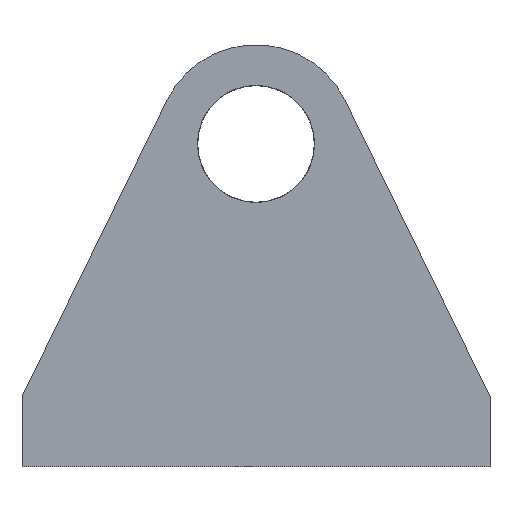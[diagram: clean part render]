
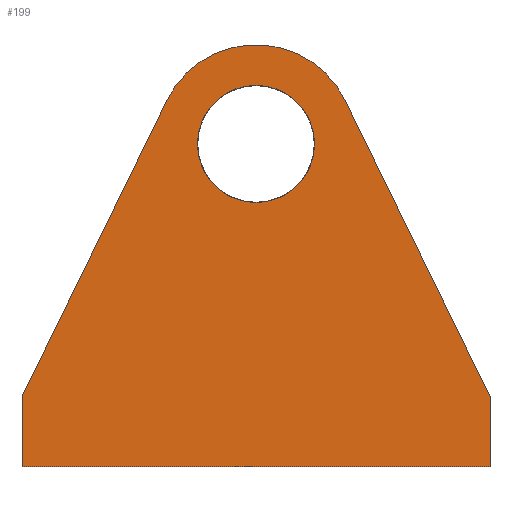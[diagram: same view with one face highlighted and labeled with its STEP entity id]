
A CAD part, front view. The second image highlights one B-rep face of the part: STEP entity #199.
In plain terms, the highlighted planar face has unit normal (0, -1, 0).
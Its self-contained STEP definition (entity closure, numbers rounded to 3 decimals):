
#30 = CARTESIAN_POINT ( 'NONE',  ( 1.191, -6.5, 15.662 ) ) ;
#42 = CARTESIAN_POINT ( 'NONE',  ( 5., -6.5, 13.8 ) ) ;
#51 = CIRCLE ( 'NONE', #406, 4.24 ) ;
#55 = VERTEX_POINT ( 'NONE', #739 ) ;
#56 = CARTESIAN_POINT ( 'NONE',  ( -5., -6.5, 0. ) ) ;
#72 = VECTOR ( 'NONE', #484, 1000. ) ;
#95 = DIRECTION ( 'NONE',  ( 0., 0., -1. ) ) ;
#100 = FACE_OUTER_BOUND ( 'NONE', #575, .T. ) ;
#104 = CARTESIAN_POINT ( 'NONE',  ( 7.5, -6.5, 13.8 ) ) ;
#108 = FACE_BOUND ( 'NONE', #337, .T. ) ;
#118 = ORIENTED_EDGE ( 'NONE', *, *, #421, .F. ) ;
#132 = CARTESIAN_POINT ( 'NONE',  ( 15., -6.5, 3. ) ) ;
#138 = EDGE_CURVE ( 'NONE', #599, #183, #551, .T. ) ;
#169 = PLANE ( 'NONE',  #470 ) ;
#172 = VECTOR ( 'NONE', #747, 1000. ) ;
#179 = DIRECTION ( 'NONE',  ( -1., 0., 0. ) ) ;
#183 = VERTEX_POINT ( 'NONE', #56 ) ;
#185 = VERTEX_POINT ( 'NONE', #403 ) ;
#188 = DIRECTION ( 'NONE',  ( 0., -1., 0. ) ) ;
#194 = CARTESIAN_POINT ( 'NONE',  ( 2.5, -6.5, 13.8 ) ) ;
#196 = ORIENTED_EDGE ( 'NONE', *, *, #395, .T. ) ;
#198 = DIRECTION ( 'NONE',  ( 0., -1., 0. ) ) ;
#199 = ADVANCED_FACE ( 'NONE', ( #100, #108 ), #169, .F. ) ;
#229 = ORIENTED_EDGE ( 'NONE', *, *, #606, .F. ) ;
#231 = DIRECTION ( 'NONE',  ( 0., 1., 0. ) ) ;
#246 = LINE ( 'NONE', #132, #72 ) ;
#248 = ORIENTED_EDGE ( 'NONE', *, *, #138, .T. ) ;
#250 = DIRECTION ( 'NONE',  ( 1., 0., 0. ) ) ;
#256 = CARTESIAN_POINT ( 'NONE',  ( 5., -6.5, 13.8 ) ) ;
#276 = EDGE_CURVE ( 'NONE', #753, #439, #616, .T. ) ;
#284 = ORIENTED_EDGE ( 'NONE', *, *, #348, .T. ) ;
#300 = VECTOR ( 'NONE', #95, 1000. ) ;
#307 = DIRECTION ( 'NONE',  ( -0.439, 0., -0.898 ) ) ;
#337 = EDGE_LOOP ( 'NONE', ( #710, #118 ) ) ;
#340 = DIRECTION ( 'NONE',  ( 1., 0., 0. ) ) ;
#348 = EDGE_CURVE ( 'NONE', #609, #599, #467, .T. ) ;
#381 = DIRECTION ( 'NONE',  ( 0., 0., -1. ) ) ;
#392 = LINE ( 'NONE', #649, #172 ) ;
#395 = EDGE_CURVE ( 'NONE', #55, #609, #51, .T. ) ;
#403 = CARTESIAN_POINT ( 'NONE',  ( 15., -6.5, 3. ) ) ;
#406 = AXIS2_PLACEMENT_3D ( 'NONE', #256, #198, #250 ) ;
#407 = EDGE_CURVE ( 'NONE', #185, #55, #246, .T. ) ;
#417 = CARTESIAN_POINT ( 'NONE',  ( 5., -6.5, 13.8 ) ) ;
#421 = EDGE_CURVE ( 'NONE', #439, #753, #541, .T. ) ;
#439 = VERTEX_POINT ( 'NONE', #194 ) ;
#451 = CARTESIAN_POINT ( 'NONE',  ( 15., -6.5, 0. ) ) ;
#455 = VECTOR ( 'NONE', #307, 1000. ) ;
#467 = LINE ( 'NONE', #706, #455 ) ;
#470 = AXIS2_PLACEMENT_3D ( 'NONE', #764, #231, #179 ) ;
#484 = DIRECTION ( 'NONE',  ( -0.439, 0., 0.898 ) ) ;
#523 = AXIS2_PLACEMENT_3D ( 'NONE', #42, #525, #340 ) ;
#525 = DIRECTION ( 'NONE',  ( 0., -1., 0. ) ) ;
#541 = CIRCLE ( 'NONE', #554, 2.5 ) ;
#551 = LINE ( 'NONE', #742, #640 ) ;
#554 = AXIS2_PLACEMENT_3D ( 'NONE', #417, #188, #651 ) ;
#575 = EDGE_LOOP ( 'NONE', ( #614, #229, #708, #196, #284, #248 ) ) ;
#599 = VERTEX_POINT ( 'NONE', #738 ) ;
#606 = EDGE_CURVE ( 'NONE', #185, #699, #610, .T. ) ;
#609 = VERTEX_POINT ( 'NONE', #30 ) ;
#610 = LINE ( 'NONE', #621, #300 ) ;
#614 = ORIENTED_EDGE ( 'NONE', *, *, #677, .T. ) ;
#616 = CIRCLE ( 'NONE', #523, 2.5 ) ;
#621 = CARTESIAN_POINT ( 'NONE',  ( 15., -6.5, 3. ) ) ;
#640 = VECTOR ( 'NONE', #381, 1000. ) ;
#649 = CARTESIAN_POINT ( 'NONE',  ( 15., -6.5, 0. ) ) ;
#651 = DIRECTION ( 'NONE',  ( 1., 0., 0. ) ) ;
#677 = EDGE_CURVE ( 'NONE', #183, #699, #392, .T. ) ;
#699 = VERTEX_POINT ( 'NONE', #451 ) ;
#706 = CARTESIAN_POINT ( 'NONE',  ( -5., -6.5, 3. ) ) ;
#708 = ORIENTED_EDGE ( 'NONE', *, *, #407, .T. ) ;
#710 = ORIENTED_EDGE ( 'NONE', *, *, #276, .F. ) ;
#738 = CARTESIAN_POINT ( 'NONE',  ( -5., -6.5, 3. ) ) ;
#739 = CARTESIAN_POINT ( 'NONE',  ( 8.809, -6.5, 15.662 ) ) ;
#742 = CARTESIAN_POINT ( 'NONE',  ( -5., -6.5, 3. ) ) ;
#747 = DIRECTION ( 'NONE',  ( 1., 0., 0. ) ) ;
#753 = VERTEX_POINT ( 'NONE', #104 ) ;
#764 = CARTESIAN_POINT ( 'NONE',  ( 15., -6.5, 3. ) ) ;
